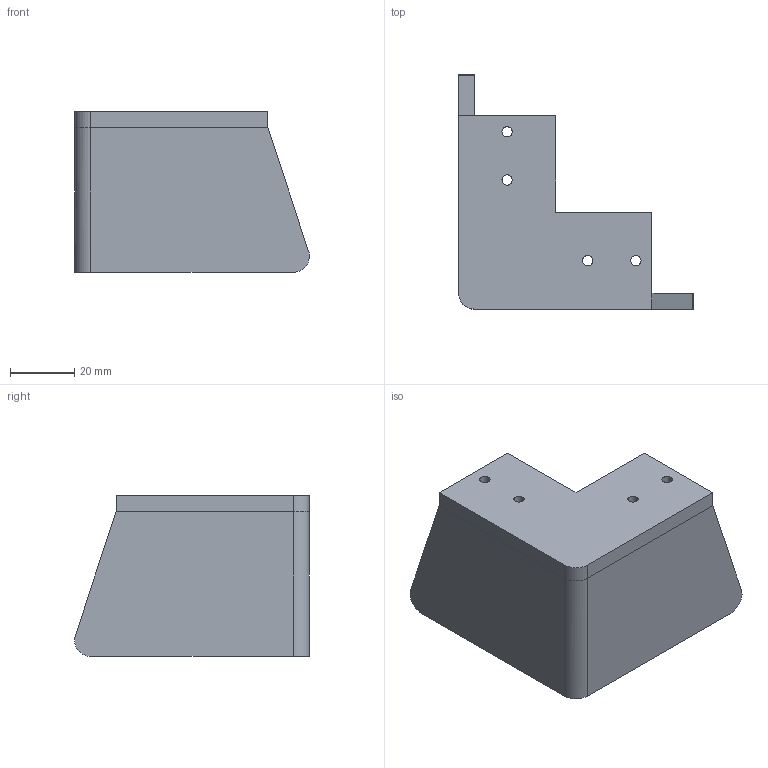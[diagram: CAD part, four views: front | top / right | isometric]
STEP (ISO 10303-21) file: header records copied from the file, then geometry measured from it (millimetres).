
FILE_DESCRIPTION(('FreeCAD Model'),'2;1');
FILE_NAME('Open CASCADE Shape Model','2025-03-12T19:14:54',(''),(''), 'Open CASCADE STEP processor 7.8','FreeCAD','Unknown');
FILE_SCHEMA(('AUTOMOTIVE_DESIGN { 1 0 10303 214 1 1 1 1 }'));
Length unit declared in the file: millimetre
Products named in the file (1): foot_front_left
Bounding box: 73.09 x 73.09 x 50 mm (x, y, z)
Volume: 42376.8 mm3; surface area: 18923 mm2
Topology: 1 solids, 1 shells, 23 faces, 57 edges, 36 vertices
Faces by surface type: plane 11, cylinder 7, bspline 5
Full cylindrical faces by diameter (mm): 3.2 x4
Entity records: 918 total; most frequent: CARTESIAN_POINT 364, ORIENTED_EDGE 114, DIRECTION 93, EDGE_CURVE 57, VERTEX_POINT 36, LINE 35, VECTOR 35, FACE_BOUND 31
